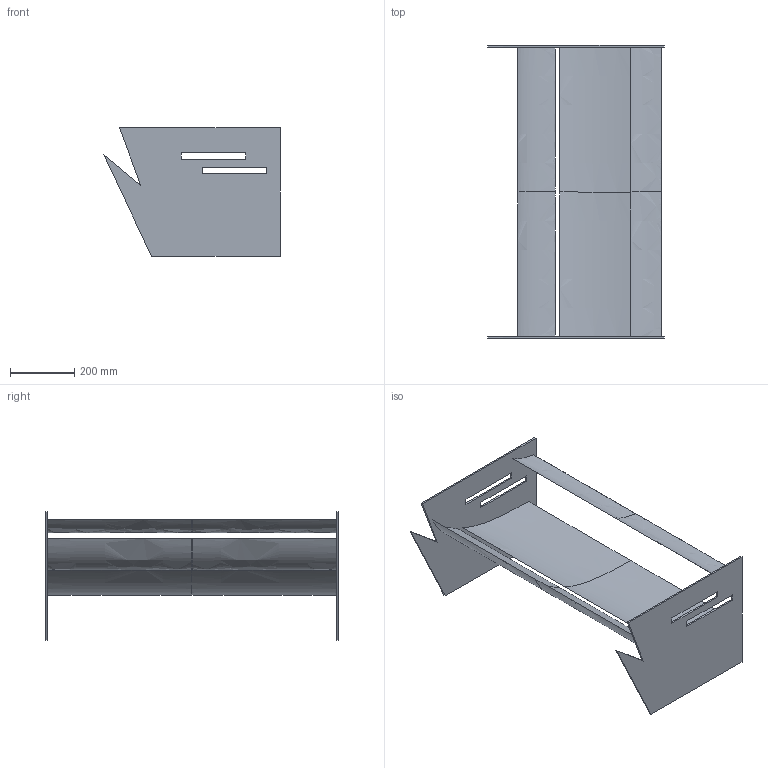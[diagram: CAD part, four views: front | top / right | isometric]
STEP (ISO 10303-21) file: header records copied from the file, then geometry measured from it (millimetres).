
FILE_DESCRIPTION(('CATIA V5 STEP Exchange'),'2;1');
FILE_NAME('Rear Wing.stp','2019-12-12T08:27:31+00:00',('none'),('none'),'CATIA Version 5 Release 17 (IN-10)','CATIA V5 STEP AP203','none');
FILE_SCHEMA(('CONFIG_CONTROL_DESIGN'));
Length unit declared in the file: millimetre
Products named in the file (5): Rear Wing; R_Main_As; R_Sub_As; Symmetry of R_Sub_As; Symmetry of R_Main_As
Assembly tree (12 placements, depth 3):
  Rear Wing
    #56
    R_Main_As
      #575
    R_Sub_As
      #2629
      #4662
    #6710
    Symmetry of R_Sub_As
      #7229
      #9262
    Symmetry of R_Main_As
      #11316
Bounding box: 549.2 x 910 x 400 mm (x, y, z)
Volume: 11036853.6 mm3; surface area: 1820712.4 mm2
Topology: 8 solids, 8 shells, 62 faces, 126 edges, 80 vertices
Faces by surface type: plane 50, bspline 12
Entity records: 13331 total; most frequent: CARTESIAN_POINT 11866, ORIENTED_EDGE 252, DIRECTION 232, EDGE_CURVE 126, VECTOR 84, LINE 84, VERTEX_POINT 80, AXIS2_PLACEMENT_3D 74
